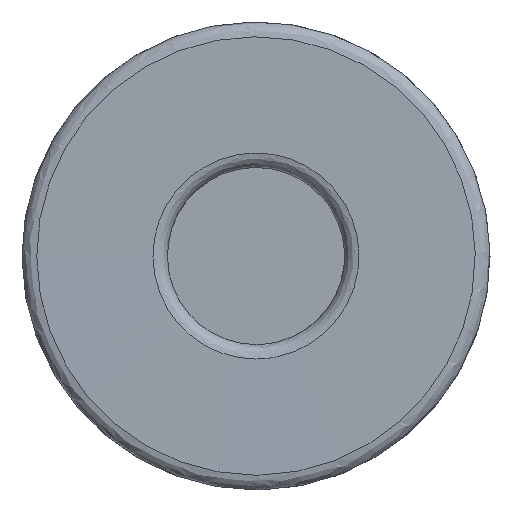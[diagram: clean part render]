
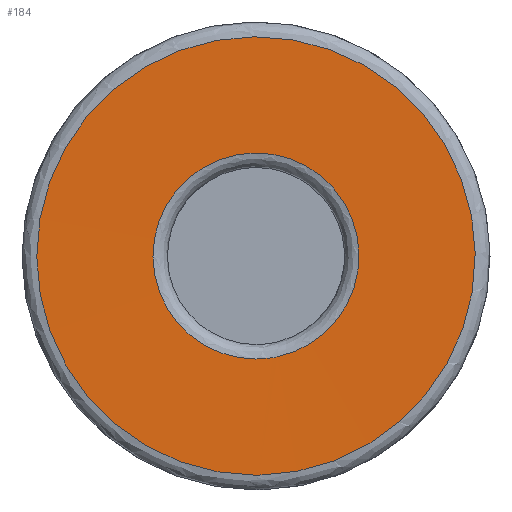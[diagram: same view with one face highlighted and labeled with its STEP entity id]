
A CAD part, left-side view. The second image highlights one B-rep face of the part: STEP entity #184.
In plain terms, the highlighted face is a revolution surface.
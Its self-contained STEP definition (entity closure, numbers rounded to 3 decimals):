
#24=SURFACE_OF_REVOLUTION('',#40,#32);
#32=AXIS1_PLACEMENT('',#547,#473);
#40=LINE('',#546,#44);
#44=VECTOR('',#472,6.34);
#184=ADVANCED_FACE('',(#218,#219),#24,.T.);
#218=FACE_BOUND('',#258,.T.);
#219=FACE_BOUND('',#259,.T.);
#258=EDGE_LOOP('',(#298));
#259=EDGE_LOOP('',(#299));
#298=ORIENTED_EDGE('',*,*,#346,.F.);
#299=ORIENTED_EDGE('',*,*,#347,.T.);
#326=VERTEX_POINT('',#543);
#327=VERTEX_POINT('',#545);
#346=EDGE_CURVE('',#326,#326,#366,.T.);
#347=EDGE_CURVE('',#327,#327,#367,.T.);
#366=CIRCLE('',#404,11.71);
#367=CIRCLE('',#405,5.503);
#404=AXIS2_PLACEMENT_3D('',#542,#468,#469);
#405=AXIS2_PLACEMENT_3D('',#544,#470,#471);
#468=DIRECTION('',(1.,0.,0.));
#469=DIRECTION('',(0.,0.,-1.));
#470=DIRECTION('',(1.,0.,0.));
#471=DIRECTION('',(0.,0.,-1.));
#472=DIRECTION('',(-0.005,-0.991,-0.13));
#473=DIRECTION('',(1.,0.,0.));
#542=CARTESIAN_POINT('',(0.004,0.,0.));
#543=CARTESIAN_POINT('',(0.004,0.,-11.71));
#544=CARTESIAN_POINT('',(0.037,0.,0.));
#545=CARTESIAN_POINT('',(0.037,0.,-5.503));
#546=CARTESIAN_POINT('',(0.037,-5.424,0.929));
#547=CARTESIAN_POINT('',(6.,0.,0.));
